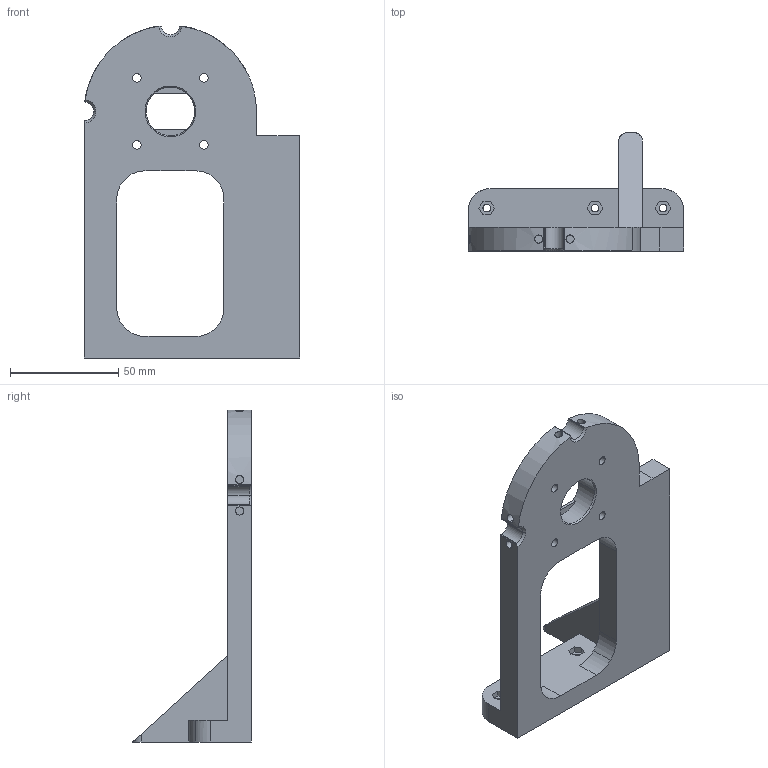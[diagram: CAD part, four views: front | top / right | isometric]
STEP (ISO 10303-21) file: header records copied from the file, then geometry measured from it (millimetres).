
FILE_DESCRIPTION((''),'2;1');
FILE_NAME('','',('none'),('none'),'','','none');
FILE_SCHEMA(('AUTOMOTIVE_DESIGN { 1 0 10303 214 1 1 1 1 }'));
Length unit declared in the file: millimetre
Products named in the file (1): G004175_Cycl_marcoIzquierdoX
Bounding box: 99.5 x 55 x 153.46 mm (x, y, z)
Volume: 127125 mm3; surface area: 35186.5 mm2
Topology: 1 solids, 1 shells, 152 faces, 440 edges, 304 vertices
Faces by surface type: plane 77, cylinder 70, cone 5
Entity records: 6287 total; most frequent: CARTESIAN_POINT 1536, ORIENTED_EDGE 880, DIRECTION 637, EDGE_CURVE 440, VERTEX_POINT 304, VECTOR 253, LINE 253, AXIS2_PLACEMENT_3D 251
